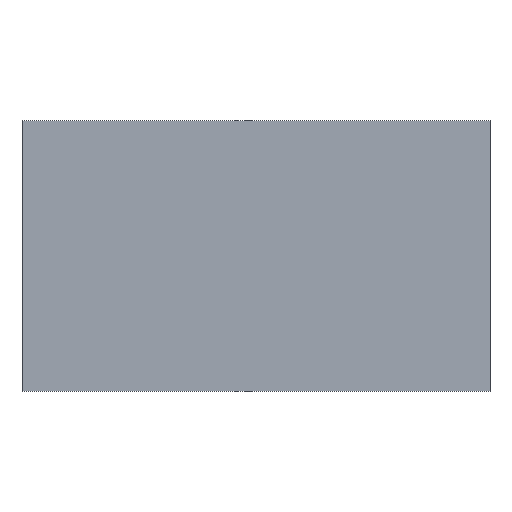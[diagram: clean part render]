
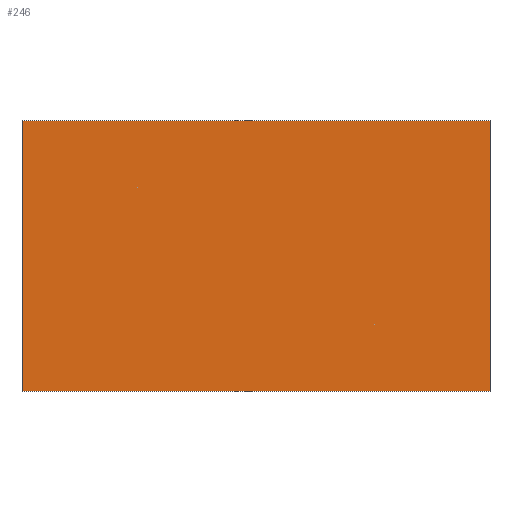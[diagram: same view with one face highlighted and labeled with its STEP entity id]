
A CAD part, front view. The second image highlights one B-rep face of the part: STEP entity #246.
In plain terms, the highlighted planar face has unit normal (0, -1, 0).
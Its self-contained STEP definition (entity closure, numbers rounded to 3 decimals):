
#54=ORIENTED_EDGE('',*,*,#94,.T.);
#55=ORIENTED_EDGE('',*,*,#98,.T.);
#56=ORIENTED_EDGE('',*,*,#101,.T.);
#57=ORIENTED_EDGE('',*,*,#104,.T.);
#94=EDGE_CURVE('',#126,#127,#146,.T.);
#98=EDGE_CURVE('',#127,#130,#150,.T.);
#101=EDGE_CURVE('',#130,#132,#153,.T.);
#104=EDGE_CURVE('',#132,#126,#156,.T.);
#126=VERTEX_POINT('',#363);
#127=VERTEX_POINT('',#364);
#130=VERTEX_POINT('',#372);
#132=VERTEX_POINT('',#378);
#146=LINE('',#362,#172);
#150=LINE('',#371,#176);
#153=LINE('',#377,#179);
#156=LINE('',#383,#182);
#172=VECTOR('',#294,1000.);
#176=VECTOR('',#300,1000.);
#179=VECTOR('',#305,1000.);
#182=VECTOR('',#310,1000.);
#204=EDGE_LOOP('',(#54,#55,#56,#57));
#220=FACE_BOUND('',#204,.T.);
#235=PLANE('',#276);
#246=ADVANCED_FACE('',(#220),#235,.T.);
#276=AXIS2_PLACEMENT_3D('',#394,#320,#321);
#294=DIRECTION('',(0.,0.,1.));
#300=DIRECTION('',(-1.,0.,0.));
#305=DIRECTION('',(0.,0.,-1.));
#310=DIRECTION('',(1.,0.,0.));
#320=DIRECTION('',(0.,-1.,0.));
#321=DIRECTION('',(0.,0.,-1.));
#362=CARTESIAN_POINT('',(118.5,0.,-68.5));
#363=CARTESIAN_POINT('',(118.5,0.,-68.5));
#364=CARTESIAN_POINT('',(118.5,0.,68.5));
#371=CARTESIAN_POINT('',(118.5,0.,68.5));
#372=CARTESIAN_POINT('',(-118.5,0.,68.5));
#377=CARTESIAN_POINT('',(-118.5,0.,68.5));
#378=CARTESIAN_POINT('',(-118.5,0.,-68.5));
#383=CARTESIAN_POINT('',(-118.5,0.,-68.5));
#394=CARTESIAN_POINT('',(0.,0.,0.));
